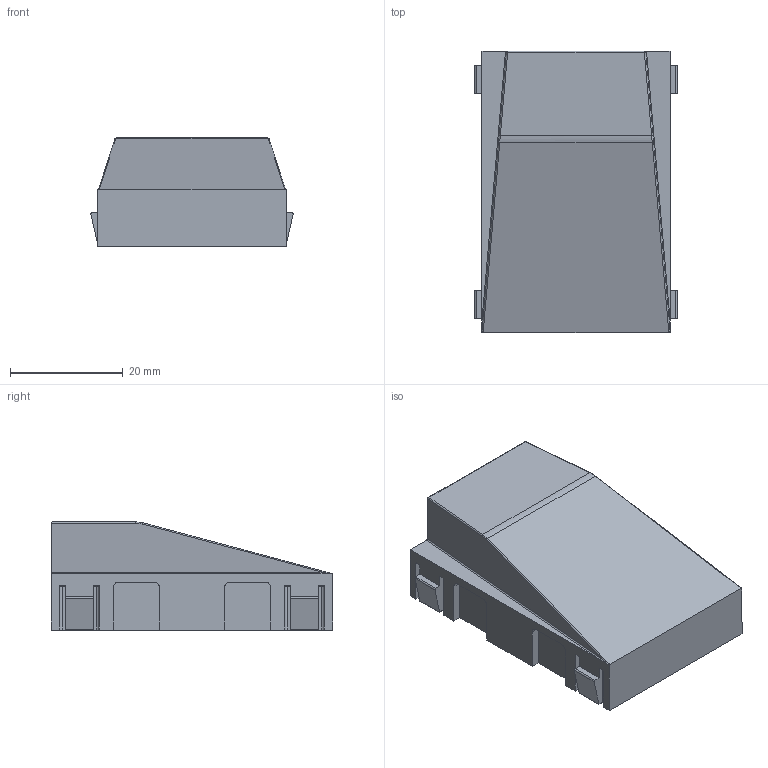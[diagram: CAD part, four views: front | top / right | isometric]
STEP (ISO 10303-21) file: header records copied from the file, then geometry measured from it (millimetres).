
FILE_DESCRIPTION (( 'STEP AP203' ), '1' );
FILE_NAME ('800200_c_1.STEP', '2022-12-11T21:01:14', ( '' ), ( '' ), 'SwSTEP 2.0', 'SolidWorks 2014', '' );
FILE_SCHEMA (( 'CONFIG_CONTROL_DESIGN' ));
Length unit declared in the file: millimetre
Products named in the file (1): 800200_c_1
Bounding box: 35.9 x 50 x 19.2 mm (x, y, z)
Volume: 11309.8 mm3; surface area: 9999.8 mm2
Topology: 1 solids, 1 shells, 325 faces, 825 edges, 478 vertices
Faces by surface type: cylinder 132, plane 109, bspline 84
Entity records: 11221 total; most frequent: CARTESIAN_POINT 4049, ORIENTED_EDGE 1590, DIRECTION 1349, EDGE_CURVE 795, VERTEX_POINT 478, AXIS2_PLACEMENT_3D 454, LINE 441, VECTOR 441
